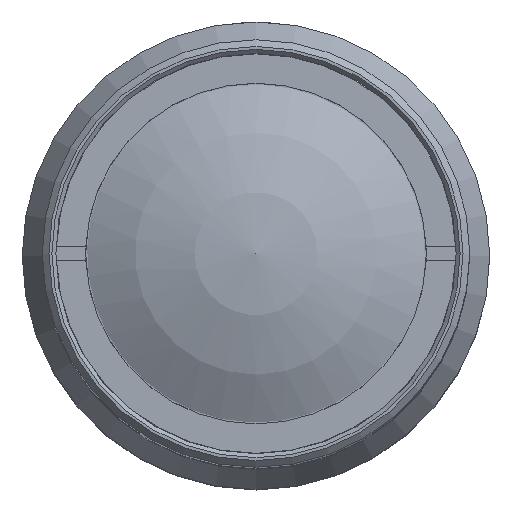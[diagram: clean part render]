
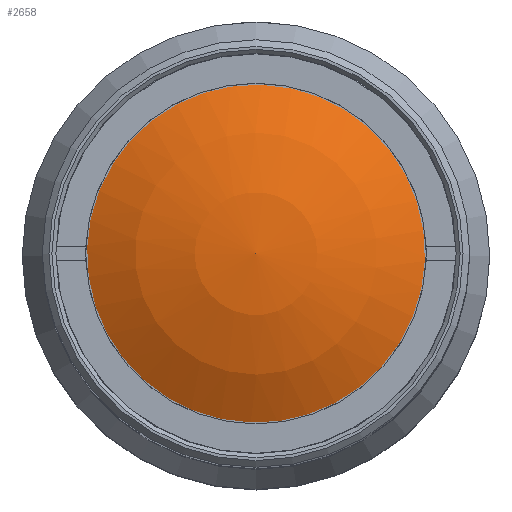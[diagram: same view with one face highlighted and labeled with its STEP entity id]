
A CAD part, top view. The second image highlights one B-rep face of the part: STEP entity #2658.
In plain terms, the highlighted spherical face has radius 26.49 mm.
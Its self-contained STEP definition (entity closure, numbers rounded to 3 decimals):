
#25=SPHERICAL_SURFACE('',#3004,26.49);
#819=FACE_OUTER_BOUND('',#1114,.T.);
#1114=EDGE_LOOP('',(#2325));
#1298=CIRCLE('',#3002,13.25);
#1525=VERTEX_POINT('',#4693);
#1800=EDGE_CURVE('',#1525,#1525,#1298,.T.);
#2325=ORIENTED_EDGE('',*,*,#1800,.T.);
#2658=ADVANCED_FACE('',(#819),#25,.T.);
#3002=AXIS2_PLACEMENT_3D('',#4694,#3724,#3725);
#3004=AXIS2_PLACEMENT_3D('',#4697,#3728,#3729);
#3724=DIRECTION('center_axis',(0.,0.,
1.));
#3725=DIRECTION('ref_axis',(-0.469,0.883,0.));
#3728=DIRECTION('center_axis',(0.,0.,
-1.));
#3729=DIRECTION('ref_axis',(-0.469,0.883,0.));
#4693=CARTESIAN_POINT('',(6.217,-11.701,111.116));
#4694=CARTESIAN_POINT('Origin',(0.,0.,
111.116));
#4697=CARTESIAN_POINT('Origin',(0.,0.,
88.178));
